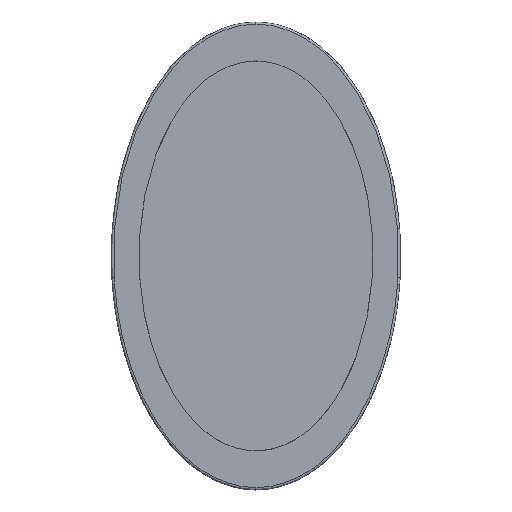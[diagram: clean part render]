
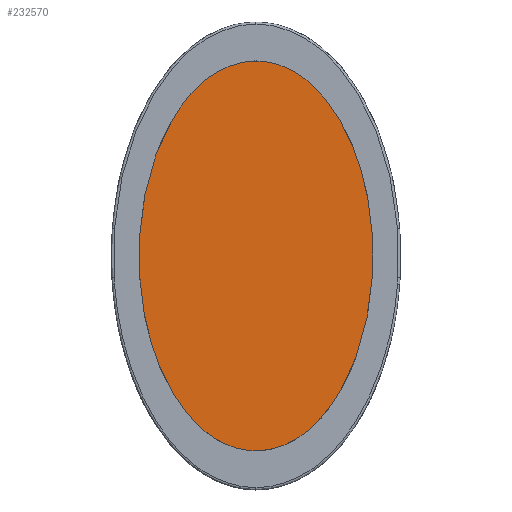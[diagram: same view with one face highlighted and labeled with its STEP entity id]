
A CAD part, top view. The second image highlights one B-rep face of the part: STEP entity #232570.
In plain terms, the highlighted planar face has unit normal (0, 0, 1).
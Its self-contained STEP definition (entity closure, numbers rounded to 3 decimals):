
#232050=CARTESIAN_POINT('',(6.828,6.842,7.));
#232060=VERTEX_POINT('',#232050);
#232140=CARTESIAN_POINT('',(19.172,35.158,7.));
#232150=VERTEX_POINT('',#232140);
#232180=CARTESIAN_POINT('',(16.537,37.806,7.));
#232190=CARTESIAN_POINT('',(19.492,35.113,7.));
#232200=CARTESIAN_POINT('',(21.747,31.178,7.));
#232210=CARTESIAN_POINT('',(23.176,26.33,7.));
#232220=CARTESIAN_POINT('',(23.667,21.,7.));
#232230=CARTESIAN_POINT('',(23.176,15.67,7.));
#232240=CARTESIAN_POINT('',(21.747,10.822,7.));
#232250=CARTESIAN_POINT('',(19.492,6.887,7.));
#232260=CARTESIAN_POINT('',(16.537,4.194,7.));
#232270=CARTESIAN_POINT('',(13.,3.176,7.));
#232280=CARTESIAN_POINT('',(9.463,4.194,7.));
#232290=CARTESIAN_POINT('',(6.508,6.887,7.));
#232300=CARTESIAN_POINT('',(4.253,10.822,7.));
#232310=CARTESIAN_POINT('',(2.824,15.67,7.));
#232320=CARTESIAN_POINT('',(2.333,21.,7.));
#232330=CARTESIAN_POINT('',(2.824,26.33,7.));
#232340=CARTESIAN_POINT('',(4.253,31.178,7.));
#232350=CARTESIAN_POINT('',(6.508,35.113,7.));
#232360=CARTESIAN_POINT('',(9.463,37.806,7.));
#232370=CARTESIAN_POINT('',(13.,38.824,7.));
#232380=CARTESIAN_POINT('',(16.537,37.806,7.));
#232390=CARTESIAN_POINT('',(19.492,35.113,7.));
#232400=CARTESIAN_POINT('',(21.747,31.178,7.));
#232410=B_SPLINE_CURVE_WITH_KNOTS('',3,(#232180,#232190,#232200,#232210,
#232220,#232230,#232240,#232250,#232260,#232270,#232280,#232290,#232300,
#232310,#232320,#232330,#232340,#232350,#232360,#232370,#232380,#232390,
#232400),.UNSPECIFIED.,.T.,.F.,(1,1,1,1,1,1,1,1,1,1,1,1,1,1,1,1,1,1,1,1,
1,1,1,1,1,1,1),(-6.712,-3.356,0.,3.84,
8.355,13.456,18.889,24.321,
29.422,33.937,37.777,41.133,
44.489,48.329,52.844,57.945,
63.377,68.809,73.911,78.426,
82.266,85.622,88.978,92.818,
97.333,102.434,107.866),.UNSPECIFIED.);
#232420=EDGE_CURVE('',#232060,#232150,#232410,.T.);
#232470=CARTESIAN_POINT('',(13.,35.096,7.));
#232480=DIRECTION('',(0.,0.,1.));
#232490=DIRECTION('',(1.,0.,0.));
#232500=AXIS2_PLACEMENT_3D('',#232470,#232480,#232490);
#232510=PLANE('',#232500);
#232520=EDGE_CURVE('',#232150,#232060,#232410,.T.);
#232530=ORIENTED_EDGE('',*,*,#232520,.F.);
#232540=ORIENTED_EDGE('',*,*,#232420,.F.);
#232550=EDGE_LOOP('',(#232540,#232530));
#232560=FACE_OUTER_BOUND('',#232550,.T.);
#232570=ADVANCED_FACE('',(#232560),#232510,.T.);
